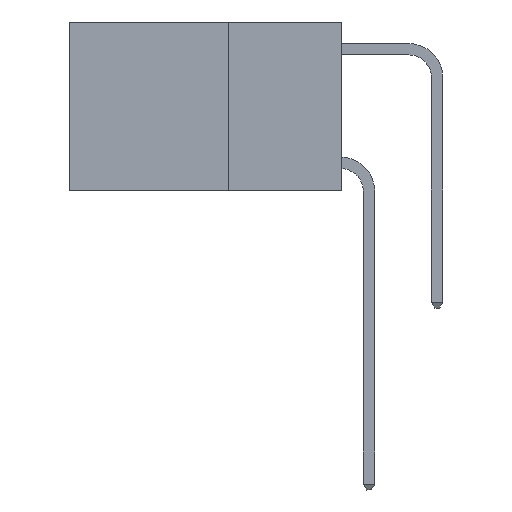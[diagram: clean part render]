
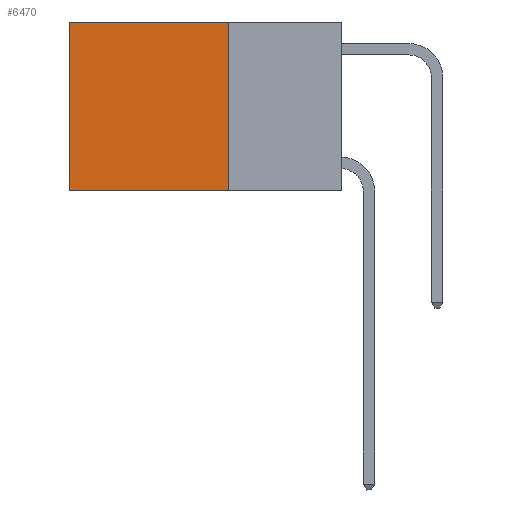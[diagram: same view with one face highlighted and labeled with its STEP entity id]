
A CAD part, left-side view. The second image highlights one B-rep face of the part: STEP entity #6470.
In plain terms, the highlighted planar face has unit normal (-1, 0, 0).
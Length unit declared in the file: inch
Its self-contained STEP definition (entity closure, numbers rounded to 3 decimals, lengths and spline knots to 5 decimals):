
#247 = DIRECTION ( 'NONE',  ( 0., 1., 0. ) ) ;
#421 = LINE ( 'NONE', #10369, #10027 ) ;
#602 = LINE ( 'NONE', #11747, #1014 ) ;
#605 = DIRECTION ( 'NONE',  ( 0., 0., -1. ) ) ;
#662 = CARTESIAN_POINT ( 'NONE',  ( 0.2625, 0.25, 0. ) ) ;
#1014 = VECTOR ( 'NONE', #605, 39.37008 ) ;
#1319 = LINE ( 'NONE', #11371, #8168 ) ;
#1622 = CARTESIAN_POINT ( 'NONE',  ( 0.2625, 0.6, 0. ) ) ;
#1940 = VERTEX_POINT ( 'NONE', #1622 ) ;
#2124 = EDGE_CURVE ( 'NONE', #1940, #9352, #1319, .T. ) ;
#2703 = EDGE_CURVE ( 'NONE', #10146, #3459, #602, .T. ) ;
#2846 = VECTOR ( 'NONE', #247, 39.37008 ) ;
#3376 = CARTESIAN_POINT ( 'NONE',  ( 0.2625, 0.25, -0.37 ) ) ;
#3459 = VERTEX_POINT ( 'NONE', #3376 ) ;
#4372 = DIRECTION ( 'NONE',  ( 1., 0., 0. ) ) ;
#4536 = AXIS2_PLACEMENT_3D ( 'NONE', #662, #4372, #10905 ) ;
#5528 = EDGE_CURVE ( 'NONE', #3459, #9352, #10303, .T. ) ;
#5952 = CARTESIAN_POINT ( 'NONE',  ( 0.2625, 0.6, -0.37 ) ) ;
#6414 = ORIENTED_EDGE ( 'NONE', *, *, #2703, .F. ) ;
#6470 = ADVANCED_FACE ( 'NONE', ( #10566 ), #9984, .F. ) ;
#8168 = VECTOR ( 'NONE', #9944, 39.37008 ) ;
#8743 = ORIENTED_EDGE ( 'NONE', *, *, #9102, .T. ) ;
#9102 = EDGE_CURVE ( 'NONE', #10146, #1940, #421, .T. ) ;
#9106 = CARTESIAN_POINT ( 'NONE',  ( 0.2625, 0.25, 0. ) ) ;
#9247 = ORIENTED_EDGE ( 'NONE', *, *, #5528, .F. ) ;
#9352 = VERTEX_POINT ( 'NONE', #5952 ) ;
#9427 = DIRECTION ( 'NONE',  ( 0., 1., 0. ) ) ;
#9543 = CARTESIAN_POINT ( 'NONE',  ( 0.2625, 0.25, -0.37 ) ) ;
#9944 = DIRECTION ( 'NONE',  ( 0., 0., -1. ) ) ;
#9984 = PLANE ( 'NONE',  #4536 ) ;
#10027 = VECTOR ( 'NONE', #9427, 39.37008 ) ;
#10146 = VERTEX_POINT ( 'NONE', #9106 ) ;
#10303 = LINE ( 'NONE', #9543, #2846 ) ;
#10369 = CARTESIAN_POINT ( 'NONE',  ( 0.2625, 0.25, 0. ) ) ;
#10566 = FACE_OUTER_BOUND ( 'NONE', #11759, .T. ) ;
#10905 = DIRECTION ( 'NONE',  ( 0., 0., -1. ) ) ;
#11371 = CARTESIAN_POINT ( 'NONE',  ( 0.2625, 0.6, 0. ) ) ;
#11622 = ORIENTED_EDGE ( 'NONE', *, *, #2124, .T. ) ;
#11747 = CARTESIAN_POINT ( 'NONE',  ( 0.2625, 0.25, 0. ) ) ;
#11759 = EDGE_LOOP ( 'NONE', ( #11622, #9247, #6414, #8743 ) ) ;
